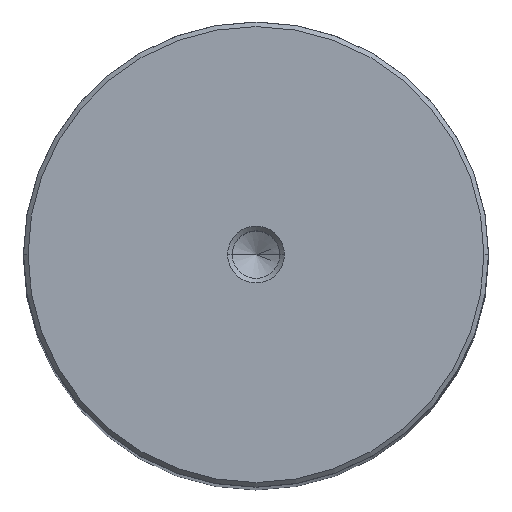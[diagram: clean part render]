
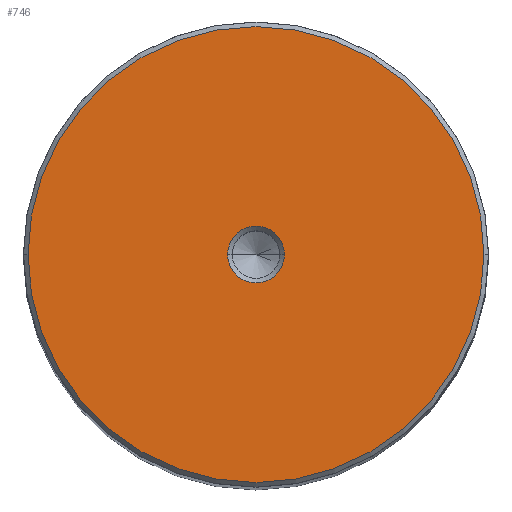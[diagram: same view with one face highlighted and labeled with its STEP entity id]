
A CAD part, top view. The second image highlights one B-rep face of the part: STEP entity #746.
In plain terms, the highlighted planar face has unit normal (0, 0, 1).
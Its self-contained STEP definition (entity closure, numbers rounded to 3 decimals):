
#145 = CARTESIAN_POINT ( 'NONE',  ( 49., 0., 350. ) ) ;
#359 = VERTEX_POINT ( 'NONE', #145 ) ;
#390 = FACE_OUTER_BOUND ( 'NONE', #1596, .T. ) ;
#396 = CARTESIAN_POINT ( 'NONE',  ( -6.1, 0., 350. ) ) ;
#448 = AXIS2_PLACEMENT_3D ( 'NONE', #2910, #2918, #796 ) ;
#461 = CIRCLE ( 'NONE', #930, 6.1 ) ;
#631 = CARTESIAN_POINT ( 'NONE',  ( 0., 0., 350. ) ) ;
#645 = DIRECTION ( 'NONE',  ( 0., 0., 1. ) ) ;
#746 = ADVANCED_FACE ( 'NONE', ( #2613, #390 ), #848, .T. ) ;
#796 = DIRECTION ( 'NONE',  ( 1., 0., 0. ) ) ;
#824 = VERTEX_POINT ( 'NONE', #396 ) ;
#829 = CARTESIAN_POINT ( 'NONE',  ( -49., 0., 350. ) ) ;
#836 = DIRECTION ( 'NONE',  ( 0., 0., -1. ) ) ;
#848 = PLANE ( 'NONE',  #2248 ) ;
#863 = DIRECTION ( 'NONE',  ( 1., 0., 0. ) ) ;
#869 = DIRECTION ( 'NONE',  ( 1., 0., 0. ) ) ;
#919 = ORIENTED_EDGE ( 'NONE', *, *, #2719, .T. ) ;
#930 = AXIS2_PLACEMENT_3D ( 'NONE', #1076, #1541, #2704 ) ;
#1023 = CARTESIAN_POINT ( 'NONE',  ( 6.1, 0., 350. ) ) ;
#1065 = CARTESIAN_POINT ( 'NONE',  ( 0., 0., 350. ) ) ;
#1076 = CARTESIAN_POINT ( 'NONE',  ( 0., 0., 350. ) ) ;
#1194 = VERTEX_POINT ( 'NONE', #1023 ) ;
#1446 = AXIS2_PLACEMENT_3D ( 'NONE', #1065, #836, #2941 ) ;
#1541 = DIRECTION ( 'NONE',  ( 0., 0., -1. ) ) ;
#1596 = EDGE_LOOP ( 'NONE', ( #2233, #919 ) ) ;
#1706 = ORIENTED_EDGE ( 'NONE', *, *, #2130, .T. ) ;
#2039 = EDGE_CURVE ( 'NONE', #2498, #359, #2428, .T. ) ;
#2058 = CIRCLE ( 'NONE', #2588, 49. ) ;
#2097 = EDGE_CURVE ( 'NONE', #824, #1194, #461, .T. ) ;
#2130 = EDGE_CURVE ( 'NONE', #1194, #824, #2495, .T. ) ;
#2233 = ORIENTED_EDGE ( 'NONE', *, *, #2039, .T. ) ;
#2248 = AXIS2_PLACEMENT_3D ( 'NONE', #2272, #2959, #863 ) ;
#2272 = CARTESIAN_POINT ( 'NONE',  ( 0., 0., 350. ) ) ;
#2428 = CIRCLE ( 'NONE', #448, 49. ) ;
#2494 = ORIENTED_EDGE ( 'NONE', *, *, #2097, .T. ) ;
#2495 = CIRCLE ( 'NONE', #1446, 6.1 ) ;
#2498 = VERTEX_POINT ( 'NONE', #829 ) ;
#2588 = AXIS2_PLACEMENT_3D ( 'NONE', #631, #645, #869 ) ;
#2613 = FACE_BOUND ( 'NONE', #2616, .T. ) ;
#2616 = EDGE_LOOP ( 'NONE', ( #1706, #2494 ) ) ;
#2704 = DIRECTION ( 'NONE',  ( 1., 0., 0. ) ) ;
#2719 = EDGE_CURVE ( 'NONE', #359, #2498, #2058, .T. ) ;
#2910 = CARTESIAN_POINT ( 'NONE',  ( 0., 0., 350. ) ) ;
#2918 = DIRECTION ( 'NONE',  ( 0., 0., 1. ) ) ;
#2941 = DIRECTION ( 'NONE',  ( 1., 0., 0. ) ) ;
#2959 = DIRECTION ( 'NONE',  ( 0., 0., 1. ) ) ;
